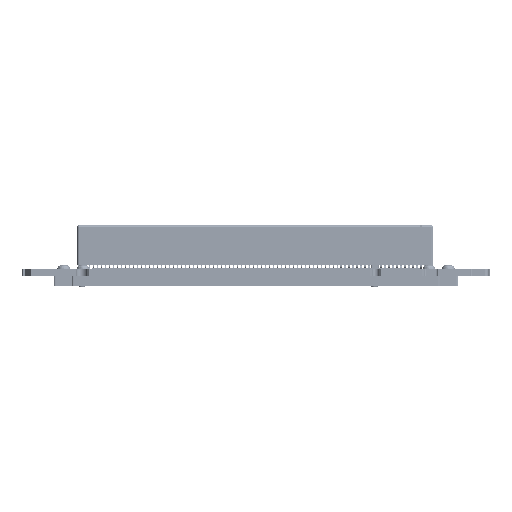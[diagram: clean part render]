
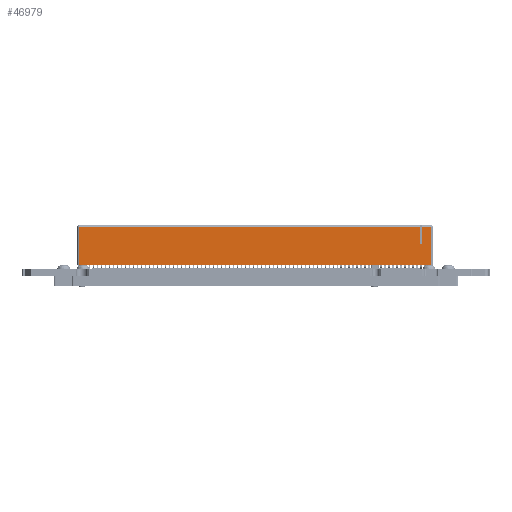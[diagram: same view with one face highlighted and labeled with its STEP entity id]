
A CAD part, front view. The second image highlights one B-rep face of the part: STEP entity #46979.
In plain terms, the highlighted face is planar.
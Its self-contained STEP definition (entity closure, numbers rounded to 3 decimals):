
#28601 = EDGE_CURVE('',#28602,#28604,#28606,.T.);
#28602 = VERTEX_POINT('',#28603);
#28603 = CARTESIAN_POINT('',(-3.7,0.,88.5));
#28604 = VERTEX_POINT('',#28605);
#28605 = CARTESIAN_POINT('',(-3.7,0.,0.5));
#28606 = LINE('',#28607,#28608);
#28607 = CARTESIAN_POINT('',(-3.7,0.,89.));
#28608 = VECTOR('',#28609,1.);
#28609 = DIRECTION('',(0.,0.,-1.));
#46979 = ADVANCED_FACE('',(#46980),#47037,.F.);
#46980 = FACE_BOUND('',#46981,.T.);
#46981 = EDGE_LOOP('',(#46982,#46983,#46991,#46999,#47007,#47015,#47023,
    #47031));
#46982 = ORIENTED_EDGE('',*,*,#28601,.F.);
#46983 = ORIENTED_EDGE('',*,*,#46984,.T.);
#46984 = EDGE_CURVE('',#28602,#46985,#46987,.T.);
#46985 = VERTEX_POINT('',#46986);
#46986 = CARTESIAN_POINT('',(-3.7,9.5,88.5));
#46987 = LINE('',#46988,#46989);
#46988 = CARTESIAN_POINT('',(-3.7,10.,88.5));
#46989 = VECTOR('',#46990,1.);
#46990 = DIRECTION('',(0.,1.,0.));
#46991 = ORIENTED_EDGE('',*,*,#46992,.T.);
#46992 = EDGE_CURVE('',#46985,#46993,#46995,.T.);
#46993 = VERTEX_POINT('',#46994);
#46994 = CARTESIAN_POINT('',(-3.7,9.5,86.3));
#46995 = LINE('',#46996,#46997);
#46996 = CARTESIAN_POINT('',(-3.7,9.5,89.));
#46997 = VECTOR('',#46998,1.);
#46998 = DIRECTION('',(0.,0.,-1.));
#46999 = ORIENTED_EDGE('',*,*,#47000,.F.);
#47000 = EDGE_CURVE('',#47001,#46993,#47003,.T.);
#47001 = VERTEX_POINT('',#47002);
#47002 = CARTESIAN_POINT('',(-3.7,5.25,86.3));
#47003 = LINE('',#47004,#47005);
#47004 = CARTESIAN_POINT('',(-3.7,4.469,86.3));
#47005 = VECTOR('',#47006,1.);
#47006 = DIRECTION('',(0.,1.,0.));
#47007 = ORIENTED_EDGE('',*,*,#47008,.T.);
#47008 = EDGE_CURVE('',#47001,#47009,#47011,.T.);
#47009 = VERTEX_POINT('',#47010);
#47010 = CARTESIAN_POINT('',(-3.7,5.25,85.7));
#47011 = LINE('',#47012,#47013);
#47012 = CARTESIAN_POINT('',(-3.7,5.25,85.7));
#47013 = VECTOR('',#47014,1.);
#47014 = DIRECTION('',(0.,0.,-1.));
#47015 = ORIENTED_EDGE('',*,*,#47016,.T.);
#47016 = EDGE_CURVE('',#47009,#47017,#47019,.T.);
#47017 = VERTEX_POINT('',#47018);
#47018 = CARTESIAN_POINT('',(-3.7,9.5,85.7));
#47019 = LINE('',#47020,#47021);
#47020 = CARTESIAN_POINT('',(-3.7,4.469,85.7));
#47021 = VECTOR('',#47022,1.);
#47022 = DIRECTION('',(0.,1.,0.));
#47023 = ORIENTED_EDGE('',*,*,#47024,.T.);
#47024 = EDGE_CURVE('',#47017,#47025,#47027,.T.);
#47025 = VERTEX_POINT('',#47026);
#47026 = CARTESIAN_POINT('',(-3.7,9.5,0.5));
#47027 = LINE('',#47028,#47029);
#47028 = CARTESIAN_POINT('',(-3.7,9.5,89.));
#47029 = VECTOR('',#47030,1.);
#47030 = DIRECTION('',(0.,0.,-1.));
#47031 = ORIENTED_EDGE('',*,*,#47032,.T.);
#47032 = EDGE_CURVE('',#47025,#28604,#47033,.T.);
#47033 = LINE('',#47034,#47035);
#47034 = CARTESIAN_POINT('',(-3.7,10.,0.5));
#47035 = VECTOR('',#47036,1.);
#47036 = DIRECTION('',(0.,-1.,0.));
#47037 = PLANE('',#47038);
#47038 = AXIS2_PLACEMENT_3D('',#47039,#47040,#47041);
#47039 = CARTESIAN_POINT('',(-3.7,10.,89.));
#47040 = DIRECTION('',(1.,0.,0.));
#47041 = DIRECTION('',(0.,1.,0.));
